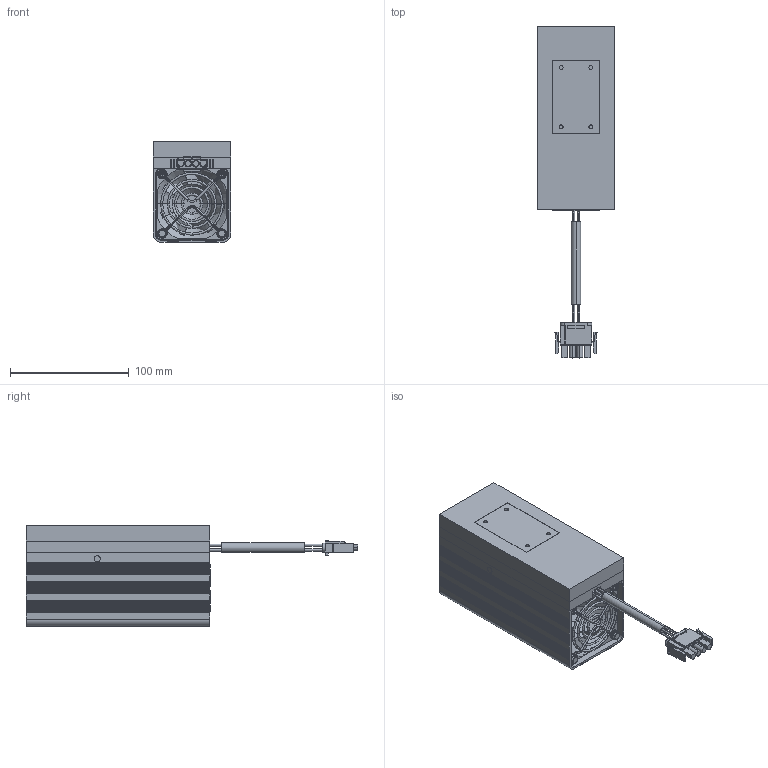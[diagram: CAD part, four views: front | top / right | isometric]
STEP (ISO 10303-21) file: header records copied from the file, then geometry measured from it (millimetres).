
FILE_DESCRIPTION (( 'STEP AP214' ), '1' );
FILE_NAME ('DAT-040-12-02-00-00.STEP', '2018-12-20T03:23:32', ( '' ), ( '' ), 'SwSTEP 2.0', 'SolidWorks 2016', '' );
FILE_SCHEMA (( 'AUTOMOTIVE_DESIGN' ));
Length unit declared in the file: millimetre
Products named in the file (1): DAT-040-12-02-00-00
Bounding box: 65 x 279.97 x 85 mm (x, y, z)
Volume: 798472.3 mm3; surface area: 193527.7 mm2
Topology: 27 solids, 27 shells, 1494 faces, 4291 edges, 2867 vertices
Faces by surface type: plane 635, cylinder 525, bspline 168, torus 133, cone 33
Entity records: 91847 total; most frequent: CARTESIAN_POINT 53972, ORIENTED_EDGE 8578, DIRECTION 5871, EDGE_CURVE 4289, VERTEX_POINT 2867, LINE 2057, VECTOR 2057, AXIS2_PLACEMENT_3D 1907
